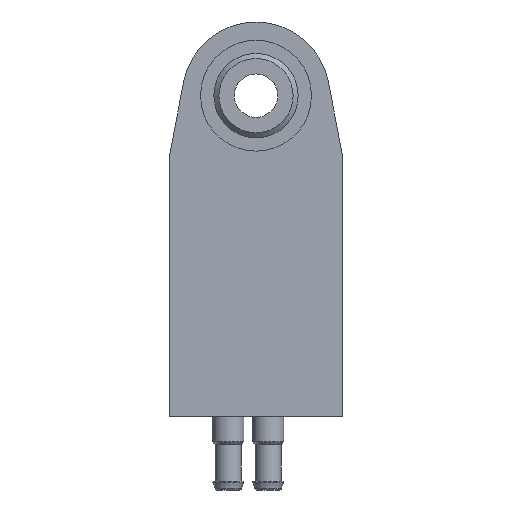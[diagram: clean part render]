
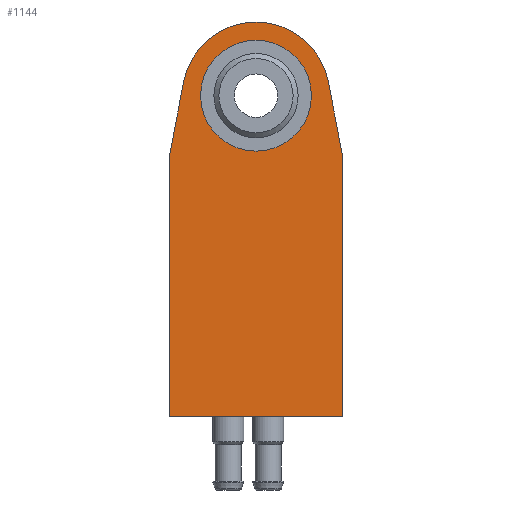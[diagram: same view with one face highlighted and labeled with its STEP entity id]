
A CAD part, front view. The second image highlights one B-rep face of the part: STEP entity #1144.
In plain terms, the highlighted planar face has unit normal (0, -1, 0).
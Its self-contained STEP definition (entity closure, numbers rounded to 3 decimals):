
#39=LINE('',#1610,#75);
#43=LINE('',#1622,#79);
#45=LINE('',#1626,#81);
#49=LINE('',#1634,#85);
#53=LINE('',#1646,#89);
#75=VECTOR('',#1323,1000.);
#79=VECTOR('',#1335,1000.);
#81=VECTOR('',#1339,1000.);
#85=VECTOR('',#1345,1000.);
#89=VECTOR('',#1355,1000.);
#115=PLANE('',#1217);
#142=CIRCLE('',#1208,8.5);
#146=CIRCLE('',#1218,6.4);
#230=ORIENTED_EDGE('',*,*,#403,.F.);
#231=ORIENTED_EDGE('',*,*,#388,.F.);
#232=ORIENTED_EDGE('',*,*,#398,.F.);
#233=ORIENTED_EDGE('',*,*,#392,.F.);
#234=ORIENTED_EDGE('',*,*,#386,.F.);
#235=ORIENTED_EDGE('',*,*,#383,.F.);
#236=ORIENTED_EDGE('',*,*,#380,.F.);
#380=EDGE_CURVE('',#465,#466,#39,.T.);
#383=EDGE_CURVE('',#466,#468,#142,.T.);
#386=EDGE_CURVE('',#468,#470,#43,.T.);
#388=EDGE_CURVE('',#471,#465,#45,.T.);
#392=EDGE_CURVE('',#470,#474,#49,.T.);
#398=EDGE_CURVE('',#474,#471,#53,.T.);
#403=EDGE_CURVE('',#481,#481,#146,.F.);
#465=VERTEX_POINT('',#1609);
#466=VERTEX_POINT('',#1611);
#468=VERTEX_POINT('',#1617);
#470=VERTEX_POINT('',#1623);
#471=VERTEX_POINT('',#1627);
#474=VERTEX_POINT('',#1635);
#481=VERTEX_POINT('',#1656);
#547=EDGE_LOOP('',(#230));
#548=EDGE_LOOP('',(#231,#232,#233,#234,#235,#236));
#639=FACE_BOUND('',#547,.T.);
#640=FACE_BOUND('',#548,.T.);
#1144=ADVANCED_FACE('',(#639,#640),#115,.F.);
#1208=AXIS2_PLACEMENT_3D('',#1616,#1329,#1330);
#1217=AXIS2_PLACEMENT_3D('',#1654,#1363,#1364);
#1218=AXIS2_PLACEMENT_3D('',#1655,#1365,#1366);
#1323=DIRECTION('',(0.189,0.,0.982));
#1329=DIRECTION('',(0.,1.,0.));
#1330=DIRECTION('',(1.,0.,0.));
#1335=DIRECTION('',(0.189,0.,-0.982));
#1339=DIRECTION('',(0.,0.,1.));
#1345=DIRECTION('',(0.,0.,-1.));
#1355=DIRECTION('',(-1.,0.,0.));
#1363=DIRECTION('',(0.,1.,0.));
#1364=DIRECTION('',(0.,0.,1.));
#1365=DIRECTION('',(0.,1.,0.));
#1366=DIRECTION('',(0.,0.,1.));
#1609=CARTESIAN_POINT('',(-10.,0.,-7.));
#1610=CARTESIAN_POINT('',(-10.,0.,-7.));
#1611=CARTESIAN_POINT('',(-8.347,0.,1.603));
#1616=CARTESIAN_POINT('',(0.,0.,0.));
#1617=CARTESIAN_POINT('',(8.347,0.,1.603));
#1622=CARTESIAN_POINT('',(8.347,0.,1.603));
#1623=CARTESIAN_POINT('',(10.,0.,-7.));
#1626=CARTESIAN_POINT('',(-10.,0.,-37.));
#1627=CARTESIAN_POINT('',(-10.,0.,-37.));
#1634=CARTESIAN_POINT('',(10.,0.,-7.));
#1635=CARTESIAN_POINT('',(10.,0.,-37.));
#1646=CARTESIAN_POINT('',(10.,0.,-37.));
#1654=CARTESIAN_POINT('',(0.,0.,0.));
#1655=CARTESIAN_POINT('',(0.,0.,0.));
#1656=CARTESIAN_POINT('',(0.,0.,6.4));
